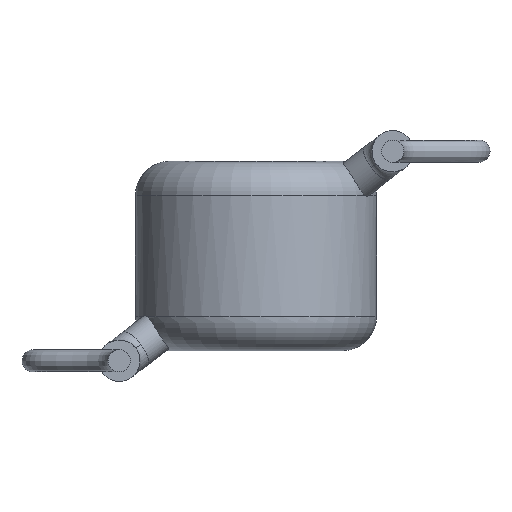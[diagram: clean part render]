
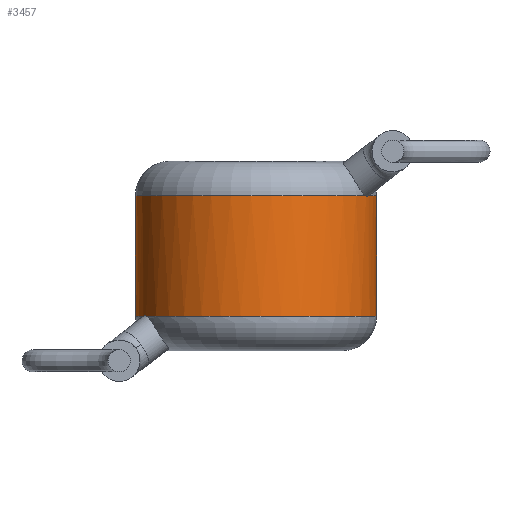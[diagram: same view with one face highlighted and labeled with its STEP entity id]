
A CAD part, front view. The second image highlights one B-rep face of the part: STEP entity #3457.
In plain terms, the highlighted cylindrical face has radius 3.5 mm (diameter 7 mm), a partial arc.
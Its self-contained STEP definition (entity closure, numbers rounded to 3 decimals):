
#206 = EDGE_CURVE ( 'NONE', #539, #2365, #600, .T. ) ;
#253 = CARTESIAN_POINT ( 'NONE',  ( 0., 0., 5.5 ) ) ;
#504 = VERTEX_POINT ( 'NONE', #3009 ) ;
#539 = VERTEX_POINT ( 'NONE', #1642 ) ;
#584 = CARTESIAN_POINT ( 'NONE',  ( -3.268, -1.252, 1. ) ) ;
#600 = CIRCLE ( 'NONE', #2888, 3.5 ) ;
#673 = CARTESIAN_POINT ( 'NONE',  ( 3.219, -1.376, 4.488 ) ) ;
#675 = EDGE_CURVE ( 'NONE', #4347, #539, #3734, .T. ) ;
#709 = AXIS2_PLACEMENT_3D ( 'NONE', #2407, #3533, #1413 ) ;
#782 = FACE_OUTER_BOUND ( 'NONE', #3669, .T. ) ;
#928 = EDGE_CURVE ( 'NONE', #3339, #4347, #1935, .T. ) ;
#1021 = CARTESIAN_POINT ( 'NONE',  ( -3.192, -1.437, 1. ) ) ;
#1153 = CARTESIAN_POINT ( 'NONE',  ( 0., 0., 4.5 ) ) ;
#1159 = ORIENTED_EDGE ( 'NONE', *, *, #1459, .T. ) ;
#1175 = DIRECTION ( 'NONE',  ( 0., 0., -1. ) ) ;
#1234 = CARTESIAN_POINT ( 'NONE',  ( -3.219, -1.376, 1.012 ) ) ;
#1302 = B_SPLINE_CURVE_WITH_KNOTS ( 'NONE', 3,
 ( #584, #4357, #1234, #3013 ),
 .UNSPECIFIED., .F., .F.,
 ( 4, 4 ),
 ( 0., 1. ),
 .UNSPECIFIED. ) ;
#1386 = CARTESIAN_POINT ( 'NONE',  ( 3.245, -1.314, 4.488 ) ) ;
#1413 = DIRECTION ( 'NONE',  ( 1., 0., 0. ) ) ;
#1423 = EDGE_CURVE ( 'NONE', #2365, #1644, #1883, .T. ) ;
#1459 = EDGE_CURVE ( 'NONE', #1644, #504, #4423, .T. ) ;
#1539 = ORIENTED_EDGE ( 'NONE', *, *, #1423, .T. ) ;
#1568 = EDGE_CURVE ( 'NONE', #504, #3232, #1302, .T. ) ;
#1625 = CIRCLE ( 'NONE', #709, 3.5 ) ;
#1639 = ORIENTED_EDGE ( 'NONE', *, *, #2004, .T. ) ;
#1642 = CARTESIAN_POINT ( 'NONE',  ( 3.192, -1.437, 4.5 ) ) ;
#1644 = VERTEX_POINT ( 'NONE', #4376 ) ;
#1666 = CARTESIAN_POINT ( 'NONE',  ( -3.5, 0., 4.5 ) ) ;
#1795 = CARTESIAN_POINT ( 'NONE',  ( 0., 0., 4.5 ) ) ;
#1883 = LINE ( 'NONE', #4311, #2579 ) ;
#1904 = DIRECTION ( 'NONE',  ( 1., 0., 0. ) ) ;
#1935 = CIRCLE ( 'NONE', #3575, 3.5 ) ;
#1964 = AXIS2_PLACEMENT_3D ( 'NONE', #253, #1970, #2359 ) ;
#1970 = DIRECTION ( 'NONE',  ( 0., 0., -1. ) ) ;
#2004 = EDGE_CURVE ( 'NONE', #3232, #4308, #1625, .T. ) ;
#2058 = VECTOR ( 'NONE', #2214, 1000. ) ;
#2202 = EDGE_CURVE ( 'NONE', #3339, #4308, #3919, .T. ) ;
#2214 = DIRECTION ( 'NONE',  ( 0., 0., -1. ) ) ;
#2359 = DIRECTION ( 'NONE',  ( -1., 0., 0. ) ) ;
#2365 = VERTEX_POINT ( 'NONE', #1666 ) ;
#2407 = CARTESIAN_POINT ( 'NONE',  ( 0., 0., 1. ) ) ;
#2449 = ORIENTED_EDGE ( 'NONE', *, *, #928, .T. ) ;
#2450 = CYLINDRICAL_SURFACE ( 'NONE', #1964, 3.5 ) ;
#2579 = VECTOR ( 'NONE', #1175, 1000. ) ;
#2874 = DIRECTION ( 'NONE',  ( 0., 0., -1. ) ) ;
#2888 = AXIS2_PLACEMENT_3D ( 'NONE', #1153, #2874, #3259 ) ;
#2932 = CARTESIAN_POINT ( 'NONE',  ( 3.268, -1.252, 4.5 ) ) ;
#3009 = CARTESIAN_POINT ( 'NONE',  ( -3.268, -1.252, 1. ) ) ;
#3013 = CARTESIAN_POINT ( 'NONE',  ( -3.192, -1.437, 1. ) ) ;
#3079 = CARTESIAN_POINT ( 'NONE',  ( 3.268, -1.252, 4.5 ) ) ;
#3232 = VERTEX_POINT ( 'NONE', #1021 ) ;
#3250 = CARTESIAN_POINT ( 'NONE',  ( 0., 0., 1. ) ) ;
#3259 = DIRECTION ( 'NONE',  ( 1., 0., 0. ) ) ;
#3339 = VERTEX_POINT ( 'NONE', #3652 ) ;
#3438 = CARTESIAN_POINT ( 'NONE',  ( 3.192, -1.437, 4.5 ) ) ;
#3457 = ADVANCED_FACE ( 'NONE', ( #782 ), #2450, .T. ) ;
#3493 = ORIENTED_EDGE ( 'NONE', *, *, #2202, .F. ) ;
#3533 = DIRECTION ( 'NONE',  ( 0., 0., 1. ) ) ;
#3575 = AXIS2_PLACEMENT_3D ( 'NONE', #1795, #3866, #3918 ) ;
#3652 = CARTESIAN_POINT ( 'NONE',  ( 3.5, 0., 4.5 ) ) ;
#3660 = ORIENTED_EDGE ( 'NONE', *, *, #206, .T. ) ;
#3669 = EDGE_LOOP ( 'NONE', ( #3493, #2449, #4461, #3660, #1539, #1159, #3817, #1639 ) ) ;
#3734 = B_SPLINE_CURVE_WITH_KNOTS ( 'NONE', 3,
 ( #3079, #1386, #673, #3438 ),
 .UNSPECIFIED., .F., .F.,
 ( 4, 4 ),
 ( 0., 1. ),
 .UNSPECIFIED. ) ;
#3817 = ORIENTED_EDGE ( 'NONE', *, *, #1568, .T. ) ;
#3843 = CARTESIAN_POINT ( 'NONE',  ( 3.5, 0., 1. ) ) ;
#3866 = DIRECTION ( 'NONE',  ( 0., 0., -1. ) ) ;
#3918 = DIRECTION ( 'NONE',  ( 1., 0., 0. ) ) ;
#3919 = LINE ( 'NONE', #4027, #2058 ) ;
#3973 = DIRECTION ( 'NONE',  ( 0., 0., 1. ) ) ;
#4027 = CARTESIAN_POINT ( 'NONE',  ( 3.5, 0., 5.5 ) ) ;
#4172 = AXIS2_PLACEMENT_3D ( 'NONE', #3250, #3973, #1904 ) ;
#4308 = VERTEX_POINT ( 'NONE', #3843 ) ;
#4311 = CARTESIAN_POINT ( 'NONE',  ( -3.5, 0., 5.5 ) ) ;
#4347 = VERTEX_POINT ( 'NONE', #2932 ) ;
#4357 = CARTESIAN_POINT ( 'NONE',  ( -3.245, -1.314, 1.012 ) ) ;
#4376 = CARTESIAN_POINT ( 'NONE',  ( -3.5, 0., 1. ) ) ;
#4423 = CIRCLE ( 'NONE', #4172, 3.5 ) ;
#4461 = ORIENTED_EDGE ( 'NONE', *, *, #675, .T. ) ;
